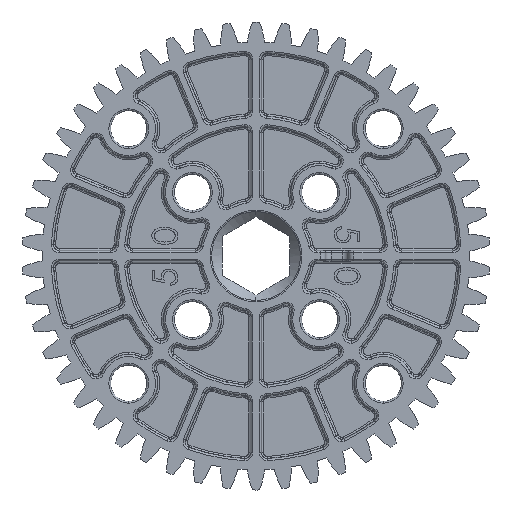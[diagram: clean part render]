
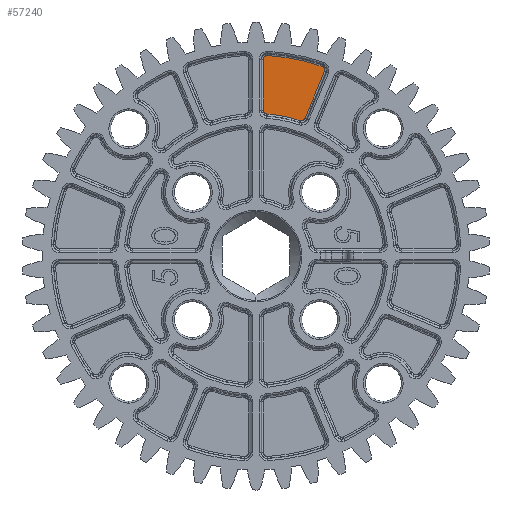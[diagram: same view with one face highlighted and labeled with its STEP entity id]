
A CAD part, left-side view. The second image highlights one B-rep face of the part: STEP entity #57240.
In plain terms, the highlighted planar face has unit normal (-1, 0, 0).
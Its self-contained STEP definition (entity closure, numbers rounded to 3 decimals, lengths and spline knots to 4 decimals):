
#538 = VERTEX_POINT ( 'NONE', #20682 ) ;
#731 = LINE ( 'NONE', #8724, #55824 ) ;
#1644 = DIRECTION ( 'NONE',  ( 0., 0., 1. ) ) ;
#3543 = DIRECTION ( 'NONE',  ( 0., 0., 1. ) ) ;
#3774 = DIRECTION ( 'NONE',  ( 0., 0., 1. ) ) ;
#3867 = VERTEX_POINT ( 'NONE', #45851 ) ;
#4270 = EDGE_CURVE ( 'NONE', #53266, #27912, #731, .T. ) ;
#5938 = EDGE_CURVE ( 'NONE', #48371, #47912, #8871, .T. ) ;
#7026 = CIRCLE ( 'NONE', #40115, 0.0214 ) ;
#7097 = VERTEX_POINT ( 'NONE', #11658 ) ;
#7995 = CARTESIAN_POINT ( 'NONE',  ( -0.0313, 0., 0. ) ) ;
#8724 = CARTESIAN_POINT ( 'NONE',  ( -0.0313, -0.0411, 0.8101 ) ) ;
#8871 = CIRCLE ( 'NONE', #16416, 0.7911 ) ;
#8983 = AXIS2_PLACEMENT_3D ( 'NONE', #39388, #57946, #43796 ) ;
#9463 = EDGE_CURVE ( 'NONE', #29084, #3867, #44210, .T. ) ;
#10424 = ORIENTED_EDGE ( 'NONE', *, *, #55224, .T. ) ;
#10869 = AXIS2_PLACEMENT_3D ( 'NONE', #17856, #58372, #40385 ) ;
#11488 = ORIENTED_EDGE ( 'NONE', *, *, #5938, .T. ) ;
#11493 = ORIENTED_EDGE ( 'NONE', *, *, #41675, .T. ) ;
#11658 = CARTESIAN_POINT ( 'NONE',  ( -0.0313, -0.0625, 1.1139 ) ) ;
#12636 = DIRECTION ( 'NONE',  ( 0., 0., 1. ) ) ;
#13025 = CARTESIAN_POINT ( 'NONE',  ( -0.0313, 0., 0. ) ) ;
#16416 = AXIS2_PLACEMENT_3D ( 'NONE', #13025, #39974, #50303 ) ;
#17107 = CARTESIAN_POINT ( 'NONE',  ( -0.0313, -0.2456, 0.752 ) ) ;
#17856 = CARTESIAN_POINT ( 'NONE',  ( -0.0313, -0.0625, 1.0925 ) ) ;
#18119 = CARTESIAN_POINT ( 'NONE',  ( -0.0313, -0.0637, 1.1139 ) ) ;
#18221 = VECTOR ( 'NONE', #28845, 39.3701 ) ;
#19530 = ORIENTED_EDGE ( 'NONE', *, *, #4270, .T. ) ;
#20682 = CARTESIAN_POINT ( 'NONE',  ( -0.0313, -0.2721, 0.7641 ) ) ;
#21851 = AXIS2_PLACEMENT_3D ( 'NONE', #22118, #54646, #3774 ) ;
#22118 = CARTESIAN_POINT ( 'NONE',  ( -0.0313, -0.2523, 0.7723 ) ) ;
#22906 = FACE_OUTER_BOUND ( 'NONE', #43239, .T. ) ;
#22949 = CARTESIAN_POINT ( 'NONE',  ( -0.0313, -0.0411, 1.0925 ) ) ;
#23527 = CARTESIAN_POINT ( 'NONE',  ( -0.0313, -0.0625, 1.0925 ) ) ;
#26978 = CIRCLE ( 'NONE', #40187, 1.1157 ) ;
#27912 = VERTEX_POINT ( 'NONE', #52591 ) ;
#28845 = DIRECTION ( 'NONE',  ( 0., -0.383, 0.924 ) ) ;
#29084 = VERTEX_POINT ( 'NONE', #35369 ) ;
#29098 = EDGE_CURVE ( 'NONE', #7097, #53266, #57137, .T. ) ;
#29832 = CARTESIAN_POINT ( 'NONE',  ( -0.0313, -0.3603, 1.0332 ) ) ;
#31810 = CARTESIAN_POINT ( 'NONE',  ( -0.0313, 0., 0. ) ) ;
#32087 = DIRECTION ( 'NONE',  ( 0., 0., 1. ) ) ;
#32239 = ORIENTED_EDGE ( 'NONE', *, *, #9463, .T. ) ;
#32331 = EDGE_CURVE ( 'NONE', #538, #29084, #42440, .T. ) ;
#32393 = DIRECTION ( 'NONE',  ( 0., 0., -1. ) ) ;
#33262 = EDGE_CURVE ( 'NONE', #43364, #7097, #7026, .T. ) ;
#33933 = ORIENTED_EDGE ( 'NONE', *, *, #45409, .T. ) ;
#35369 = CARTESIAN_POINT ( 'NONE',  ( -0.0313, -0.3801, 1.025 ) ) ;
#35960 = PLANE ( 'NONE',  #43419 ) ;
#36121 = ORIENTED_EDGE ( 'NONE', *, *, #32331, .T. ) ;
#39388 = CARTESIAN_POINT ( 'NONE',  ( -0.0313, -0.0625, 0.8101 ) ) ;
#39974 = DIRECTION ( 'NONE',  ( 1., 0., 0. ) ) ;
#40115 = AXIS2_PLACEMENT_3D ( 'NONE', #23527, #46623, #1644 ) ;
#40138 = CARTESIAN_POINT ( 'NONE',  ( -0.0313, -0.0609, 0.7887 ) ) ;
#40187 = AXIS2_PLACEMENT_3D ( 'NONE', #7995, #47657, #3543 ) ;
#40385 = DIRECTION ( 'NONE',  ( 0., 0., 1. ) ) ;
#41338 = ORIENTED_EDGE ( 'NONE', *, *, #33262, .T. ) ;
#41675 = EDGE_CURVE ( 'NONE', #47912, #538, #53031, .T. ) ;
#42120 = CIRCLE ( 'NONE', #8983, 0.0214 ) ;
#42440 = LINE ( 'NONE', #51327, #18221 ) ;
#43239 = EDGE_LOOP ( 'NONE', ( #33933, #41338, #50617, #19530, #10424, #11488, #11493, #36121, #32239 ) ) ;
#43364 = VERTEX_POINT ( 'NONE', #18119 ) ;
#43416 = DIRECTION ( 'NONE',  ( -1., 0., 0. ) ) ;
#43419 = AXIS2_PLACEMENT_3D ( 'NONE', #31810, #54284, #32087 ) ;
#43796 = DIRECTION ( 'NONE',  ( 0., 0., 1. ) ) ;
#44210 = CIRCLE ( 'NONE', #53670, 0.0214 ) ;
#45409 = EDGE_CURVE ( 'NONE', #3867, #43364, #26978, .T. ) ;
#45851 = CARTESIAN_POINT ( 'NONE',  ( -0.0313, -0.3674, 1.0535 ) ) ;
#46623 = DIRECTION ( 'NONE',  ( -1., 0., 0. ) ) ;
#47657 = DIRECTION ( 'NONE',  ( -1., 0., 0. ) ) ;
#47912 = VERTEX_POINT ( 'NONE', #17107 ) ;
#48371 = VERTEX_POINT ( 'NONE', #40138 ) ;
#50303 = DIRECTION ( 'NONE',  ( 0., 0., 1. ) ) ;
#50617 = ORIENTED_EDGE ( 'NONE', *, *, #29098, .T. ) ;
#51327 = CARTESIAN_POINT ( 'NONE',  ( -0.0313, -0.3801, 1.025 ) ) ;
#52591 = CARTESIAN_POINT ( 'NONE',  ( -0.0313, -0.0411, 0.8101 ) ) ;
#53031 = CIRCLE ( 'NONE', #21851, 0.0214 ) ;
#53266 = VERTEX_POINT ( 'NONE', #22949 ) ;
#53670 = AXIS2_PLACEMENT_3D ( 'NONE', #29832, #43416, #12636 ) ;
#54284 = DIRECTION ( 'NONE',  ( -1., 0., 0. ) ) ;
#54646 = DIRECTION ( 'NONE',  ( -1., 0., 0. ) ) ;
#55224 = EDGE_CURVE ( 'NONE', #27912, #48371, #42120, .T. ) ;
#55824 = VECTOR ( 'NONE', #32393, 39.3701 ) ;
#57137 = CIRCLE ( 'NONE', #10869, 0.0214 ) ;
#57240 = ADVANCED_FACE ( 'NONE', ( #22906 ), #35960, .T. ) ;
#57946 = DIRECTION ( 'NONE',  ( -1., 0., 0. ) ) ;
#58372 = DIRECTION ( 'NONE',  ( -1., 0., 0. ) ) ;
